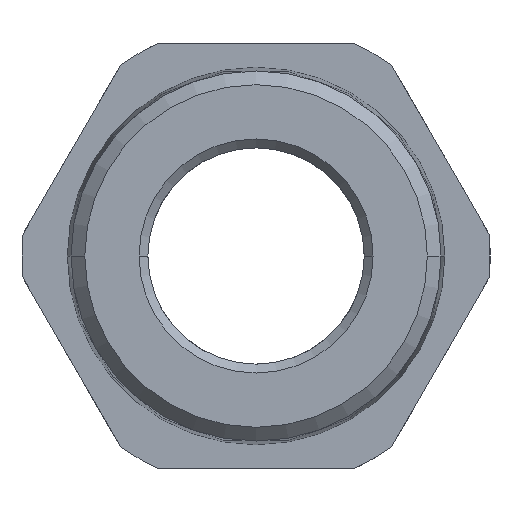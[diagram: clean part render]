
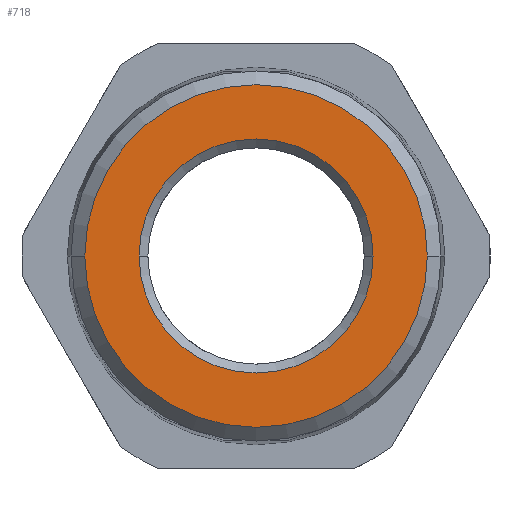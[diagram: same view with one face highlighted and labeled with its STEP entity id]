
A CAD part, left-side view. The second image highlights one B-rep face of the part: STEP entity #718.
In plain terms, the highlighted planar face has unit normal (-1, 0, 0).
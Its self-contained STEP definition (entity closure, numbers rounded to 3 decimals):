
#147 = AXIS2_PLACEMENT_3D ( 'NONE', #247, #447, #617 ) ;
#168 = VERTEX_POINT ( 'NONE', #434 ) ;
#171 = AXIS2_PLACEMENT_3D ( 'NONE', #273, #468, #987 ) ;
#247 = CARTESIAN_POINT ( 'NONE',  ( -14.15, 0., 0. ) ) ;
#249 = AXIS2_PLACEMENT_3D ( 'NONE', #2336, #1587, #474 ) ;
#273 = CARTESIAN_POINT ( 'NONE',  ( -14.15, 0., 0. ) ) ;
#331 = AXIS2_PLACEMENT_3D ( 'NONE', #681, #454, #1917 ) ;
#372 = ORIENTED_EDGE ( 'NONE', *, *, #766, .T. ) ;
#434 = CARTESIAN_POINT ( 'NONE',  ( -14.15, 6.6, 0. ) ) ;
#447 = DIRECTION ( 'NONE',  ( -1., 0., 0. ) ) ;
#454 = DIRECTION ( 'NONE',  ( 1., 0., 0. ) ) ;
#468 = DIRECTION ( 'NONE',  ( 1., 0., 0. ) ) ;
#474 = DIRECTION ( 'NONE',  ( 0., -1., 0. ) ) ;
#525 = FACE_BOUND ( 'NONE', #1772, .T. ) ;
#617 = DIRECTION ( 'NONE',  ( 0., -1., 0. ) ) ;
#631 = VERTEX_POINT ( 'NONE', #1510 ) ;
#648 = EDGE_CURVE ( 'NONE', #1347, #1149, #2029, .T. ) ;
#681 = CARTESIAN_POINT ( 'NONE',  ( -14.15, 0., 0. ) ) ;
#718 = ADVANCED_FACE ( 'NONE', ( #2156, #525 ), #1350, .F. ) ;
#766 = EDGE_CURVE ( 'NONE', #1149, #1347, #2093, .T. ) ;
#987 = DIRECTION ( 'NONE',  ( 0., -1., 0. ) ) ;
#1149 = VERTEX_POINT ( 'NONE', #1274 ) ;
#1177 = EDGE_CURVE ( 'NONE', #168, #631, #1329, .T. ) ;
#1266 = CARTESIAN_POINT ( 'NONE',  ( -14.15, 0., 0. ) ) ;
#1274 = CARTESIAN_POINT ( 'NONE',  ( -14.15, 9.661, 0. ) ) ;
#1320 = EDGE_LOOP ( 'NONE', ( #1725, #372 ) ) ;
#1329 = CIRCLE ( 'NONE', #2328, 6.6 ) ;
#1347 = VERTEX_POINT ( 'NONE', #1877 ) ;
#1350 = PLANE ( 'NONE',  #171 ) ;
#1429 = DIRECTION ( 'NONE',  ( 0., -1., 0. ) ) ;
#1510 = CARTESIAN_POINT ( 'NONE',  ( -14.15, -6.6, 0. ) ) ;
#1587 = DIRECTION ( 'NONE',  ( -1., 0., 0. ) ) ;
#1624 = EDGE_CURVE ( 'NONE', #631, #168, #1705, .T. ) ;
#1705 = CIRCLE ( 'NONE', #331, 6.6 ) ;
#1725 = ORIENTED_EDGE ( 'NONE', *, *, #648, .T. ) ;
#1772 = EDGE_LOOP ( 'NONE', ( #2133, #1984 ) ) ;
#1803 = DIRECTION ( 'NONE',  ( 1., 0., 0. ) ) ;
#1877 = CARTESIAN_POINT ( 'NONE',  ( -14.15, -9.661, 0. ) ) ;
#1917 = DIRECTION ( 'NONE',  ( 0., -1., 0. ) ) ;
#1984 = ORIENTED_EDGE ( 'NONE', *, *, #1624, .T. ) ;
#2029 = CIRCLE ( 'NONE', #147, 9.661 ) ;
#2093 = CIRCLE ( 'NONE', #249, 9.661 ) ;
#2133 = ORIENTED_EDGE ( 'NONE', *, *, #1177, .T. ) ;
#2156 = FACE_OUTER_BOUND ( 'NONE', #1320, .T. ) ;
#2328 = AXIS2_PLACEMENT_3D ( 'NONE', #1266, #1803, #1429 ) ;
#2336 = CARTESIAN_POINT ( 'NONE',  ( -14.15, 0., 0. ) ) ;
